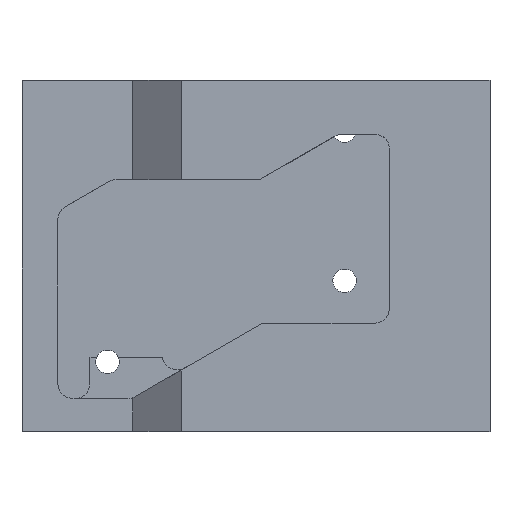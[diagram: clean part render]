
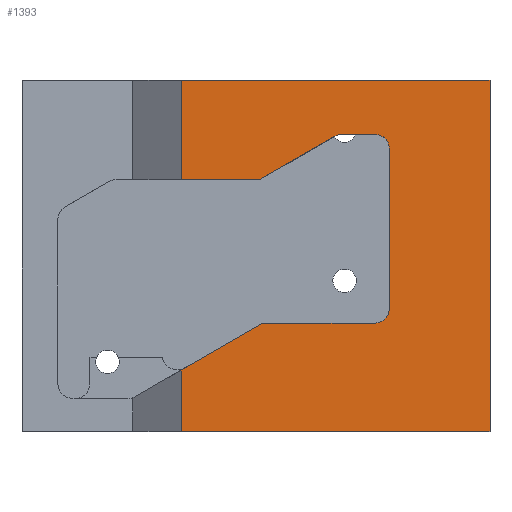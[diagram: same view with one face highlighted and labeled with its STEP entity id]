
A CAD part, top view. The second image highlights one B-rep face of the part: STEP entity #1393.
In plain terms, the highlighted planar face has unit normal (0, 0, 1).
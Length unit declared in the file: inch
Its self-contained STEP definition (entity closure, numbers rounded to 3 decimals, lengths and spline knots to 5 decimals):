
#12 = VECTOR ( 'NONE', #190, 39.37008 ) ;
#28 = CARTESIAN_POINT ( 'NONE',  ( 0.05485, -0.57468, 0. ) ) ;
#30 = PLANE ( 'NONE',  #174 ) ;
#36 = ORIENTED_EDGE ( 'NONE', *, *, #815, .T. ) ;
#84 = EDGE_CURVE ( 'NONE', #1527, #960, #294, .T. ) ;
#85 = DIRECTION ( 'NONE',  ( 0., -1., 0. ) ) ;
#92 = CARTESIAN_POINT ( 'NONE',  ( 0.73876, 1.04025, 0. ) ) ;
#133 = DIRECTION ( 'NONE',  ( 0., 0., -1. ) ) ;
#138 = AXIS2_PLACEMENT_3D ( 'NONE', #1234, #1773, #546 ) ;
#139 = EDGE_CURVE ( 'NONE', #1053, #259, #462, .T. ) ;
#144 = LINE ( 'NONE', #726, #1213 ) ;
#170 = CIRCLE ( 'NONE', #983, 0.13 ) ;
#173 = LINE ( 'NONE', #748, #207 ) ;
#174 = AXIS2_PLACEMENT_3D ( 'NONE', #619, #1171, #1709 ) ;
#190 = DIRECTION ( 'NONE',  ( 1., 0., 0. ) ) ;
#200 = EDGE_CURVE ( 'NONE', #211, #1527, #1040, .T. ) ;
#205 = ORIENTED_EDGE ( 'NONE', *, *, #753, .T. ) ;
#207 = VECTOR ( 'NONE', #1296, 39.37008 ) ;
#211 = VERTEX_POINT ( 'NONE', #902 ) ;
#259 = VERTEX_POINT ( 'NONE', #769 ) ;
#268 = CARTESIAN_POINT ( 'NONE',  ( 1.14158, 0.91025, 0. ) ) ;
#277 = CARTESIAN_POINT ( 'NONE',  ( 0.73876, 0.91025, 0. ) ) ;
#289 = ORIENTED_EDGE ( 'NONE', *, *, #1674, .T. ) ;
#294 = LINE ( 'NONE', #868, #609 ) ;
#297 = EDGE_LOOP ( 'NONE', ( #1462, #289, #1104, #483, #1791, #1343, #36, #410, #205, #880, #1220, #464, #850, #1330 ) ) ;
#340 = DIRECTION ( 'NONE',  ( 0.866, 0.5, 0. ) ) ;
#364 = CARTESIAN_POINT ( 'NONE',  ( 1.14158, -0.44468, 0. ) ) ;
#372 = EDGE_CURVE ( 'NONE', #790, #1702, #904, .T. ) ;
#398 = CARTESIAN_POINT ( 'NONE',  ( -0.63892, 10.83127, 0. ) ) ;
#410 = ORIENTED_EDGE ( 'NONE', *, *, #1193, .F. ) ;
#431 = CARTESIAN_POINT ( 'NONE',  ( -0.63892, -1.5, 0. ) ) ;
#462 = LINE ( 'NONE', #1019, #951 ) ;
#464 = ORIENTED_EDGE ( 'NONE', *, *, #624, .T. ) ;
#479 = VERTEX_POINT ( 'NONE', #1360 ) ;
#483 = ORIENTED_EDGE ( 'NONE', *, *, #139, .F. ) ;
#486 = CIRCLE ( 'NONE', #138, 0.13 ) ;
#490 = VERTEX_POINT ( 'NONE', #92 ) ;
#524 = DIRECTION ( 'NONE',  ( -1., 0., 0. ) ) ;
#546 = DIRECTION ( 'NONE',  ( 1., 0., 0. ) ) ;
#552 = VECTOR ( 'NONE', #524, 39.37008 ) ;
#582 = VERTEX_POINT ( 'NONE', #1219 ) ;
#585 = DIRECTION ( 'NONE',  ( 0., 1., 0. ) ) ;
#609 = VECTOR ( 'NONE', #1410, 39.37008 ) ;
#619 = CARTESIAN_POINT ( 'NONE',  ( 0., 0., 0. ) ) ;
#624 = EDGE_CURVE ( 'NONE', #211, #790, #1634, .T. ) ;
#651 = VERTEX_POINT ( 'NONE', #1646 ) ;
#698 = VERTEX_POINT ( 'NONE', #268 ) ;
#707 = LINE ( 'NONE', #1257, #1748 ) ;
#714 = DIRECTION ( 'NONE',  ( 1., 0., 0. ) ) ;
#726 = CARTESIAN_POINT ( 'NONE',  ( -2., 1.5, 0. ) ) ;
#748 = CARTESIAN_POINT ( 'NONE',  ( -1.23061, 0.65217, 0. ) ) ;
#753 = EDGE_CURVE ( 'NONE', #1425, #960, #486, .T. ) ;
#769 = CARTESIAN_POINT ( 'NONE',  ( 0.03174, 0.65217, 0. ) ) ;
#790 = VERTEX_POINT ( 'NONE', #431 ) ;
#804 = VECTOR ( 'NONE', #340, 39.37008 ) ;
#805 = LINE ( 'NONE', #1352, #1752 ) ;
#815 = EDGE_CURVE ( 'NONE', #895, #698, #1688, .T. ) ;
#850 = ORIENTED_EDGE ( 'NONE', *, *, #372, .T. ) ;
#851 = DIRECTION ( 'NONE',  ( 0., 0., -1. ) ) ;
#854 = EDGE_CURVE ( 'NONE', #479, #651, #144, .T. ) ;
#868 = CARTESIAN_POINT ( 'NONE',  ( 1.14158, -0.57468, 0. ) ) ;
#880 = ORIENTED_EDGE ( 'NONE', *, *, #84, .F. ) ;
#895 = VERTEX_POINT ( 'NONE', #1295 ) ;
#902 = CARTESIAN_POINT ( 'NONE',  ( -0.63892, -0.97523, 0. ) ) ;
#904 = LINE ( 'NONE', #1445, #12 ) ;
#951 = VECTOR ( 'NONE', #1557, 39.37008 ) ;
#959 = DIRECTION ( 'NONE',  ( 0., -1., 0. ) ) ;
#960 = VERTEX_POINT ( 'NONE', #1715 ) ;
#983 = AXIS2_PLACEMENT_3D ( 'NONE', #277, #851, #1389 ) ;
#1019 = CARTESIAN_POINT ( 'NONE',  ( 0.03174, 0.65217, 0. ) ) ;
#1040 = LINE ( 'NONE', #1578, #804 ) ;
#1053 = VERTEX_POINT ( 'NONE', #1757 ) ;
#1070 = VECTOR ( 'NONE', #585, 39.37008 ) ;
#1104 = ORIENTED_EDGE ( 'NONE', *, *, #1523, .F. ) ;
#1171 = DIRECTION ( 'NONE',  ( 0., 0., 1. ) ) ;
#1177 = EDGE_CURVE ( 'NONE', #1053, #490, #170, .T. ) ;
#1193 = EDGE_CURVE ( 'NONE', #1425, #698, #707, .T. ) ;
#1213 = VECTOR ( 'NONE', #1272, 39.37008 ) ;
#1216 = LINE ( 'NONE', #1754, #552 ) ;
#1219 = CARTESIAN_POINT ( 'NONE',  ( -0.63892, 0.65217, 0. ) ) ;
#1220 = ORIENTED_EDGE ( 'NONE', *, *, #200, .F. ) ;
#1222 = CARTESIAN_POINT ( 'NONE',  ( 2., -1.5, 0. ) ) ;
#1234 = CARTESIAN_POINT ( 'NONE',  ( 1.01158, -0.44468, 0. ) ) ;
#1235 = EDGE_CURVE ( 'NONE', #1702, #479, #1267, .T. ) ;
#1257 = CARTESIAN_POINT ( 'NONE',  ( 1.14158, 1.04025, 0. ) ) ;
#1267 = LINE ( 'NONE', #1815, #1070 ) ;
#1272 = DIRECTION ( 'NONE',  ( -1., 0., 0. ) ) ;
#1295 = CARTESIAN_POINT ( 'NONE',  ( 1.01158, 1.04025, 0. ) ) ;
#1296 = DIRECTION ( 'NONE',  ( -1., 0., 0. ) ) ;
#1299 = FACE_OUTER_BOUND ( 'NONE', #297, .T. ) ;
#1330 = ORIENTED_EDGE ( 'NONE', *, *, #1235, .T. ) ;
#1343 = ORIENTED_EDGE ( 'NONE', *, *, #1655, .F. ) ;
#1352 = CARTESIAN_POINT ( 'NONE',  ( -0.63892, 10.83127, 0. ) ) ;
#1360 = CARTESIAN_POINT ( 'NONE',  ( 2., 1.5, 0. ) ) ;
#1389 = DIRECTION ( 'NONE',  ( 1., 0., 0. ) ) ;
#1393 = ADVANCED_FACE ( 'NONE', ( #1299 ), #30, .T. ) ;
#1396 = CARTESIAN_POINT ( 'NONE',  ( 1.01158, 0.91025, 0. ) ) ;
#1410 = DIRECTION ( 'NONE',  ( 1., 0., 0. ) ) ;
#1425 = VERTEX_POINT ( 'NONE', #364 ) ;
#1445 = CARTESIAN_POINT ( 'NONE',  ( -2., -1.5, 0. ) ) ;
#1461 = AXIS2_PLACEMENT_3D ( 'NONE', #1396, #133, #714 ) ;
#1462 = ORIENTED_EDGE ( 'NONE', *, *, #854, .T. ) ;
#1523 = EDGE_CURVE ( 'NONE', #259, #582, #173, .T. ) ;
#1527 = VERTEX_POINT ( 'NONE', #28 ) ;
#1557 = DIRECTION ( 'NONE',  ( -0.866, -0.5, 0. ) ) ;
#1578 = CARTESIAN_POINT ( 'NONE',  ( 0.05485, -0.57468, 0. ) ) ;
#1634 = LINE ( 'NONE', #398, #1749 ) ;
#1646 = CARTESIAN_POINT ( 'NONE',  ( -0.63892, 1.5, 0. ) ) ;
#1655 = EDGE_CURVE ( 'NONE', #895, #490, #1216, .T. ) ;
#1674 = EDGE_CURVE ( 'NONE', #651, #582, #805, .T. ) ;
#1688 = CIRCLE ( 'NONE', #1461, 0.13 ) ;
#1702 = VERTEX_POINT ( 'NONE', #1222 ) ;
#1709 = DIRECTION ( 'NONE',  ( 1., 0., 0. ) ) ;
#1715 = CARTESIAN_POINT ( 'NONE',  ( 1.01158, -0.57468, 0. ) ) ;
#1748 = VECTOR ( 'NONE', #1801, 39.37008 ) ;
#1749 = VECTOR ( 'NONE', #959, 39.37008 ) ;
#1752 = VECTOR ( 'NONE', #85, 39.37008 ) ;
#1754 = CARTESIAN_POINT ( 'NONE',  ( 0.70392, 1.04025, 0. ) ) ;
#1757 = CARTESIAN_POINT ( 'NONE',  ( 0.67376, 1.02284, 0. ) ) ;
#1773 = DIRECTION ( 'NONE',  ( 0., 0., -1. ) ) ;
#1791 = ORIENTED_EDGE ( 'NONE', *, *, #1177, .T. ) ;
#1801 = DIRECTION ( 'NONE',  ( 0., 1., 0. ) ) ;
#1815 = CARTESIAN_POINT ( 'NONE',  ( 2., 1.5, 0. ) ) ;
